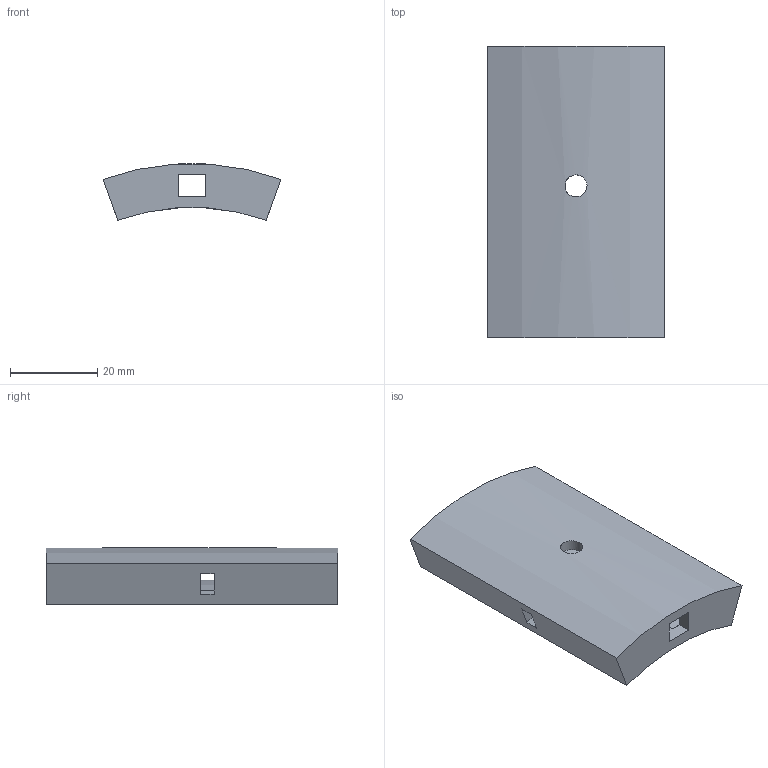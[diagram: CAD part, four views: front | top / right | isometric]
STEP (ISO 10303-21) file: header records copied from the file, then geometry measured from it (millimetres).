
FILE_DESCRIPTION(('FreeCAD Model'),'2;1');
FILE_NAME('Open CASCADE Shape Model','2022-02-11T17:37:07',('Author'),( ''),'Open CASCADE STEP processor 7.5','FreeCAD','Unknown');
FILE_SCHEMA(('AUTOMOTIVE_DESIGN { 1 0 10303 214 1 1 1 1 }'));
Length unit declared in the file: millimetre
Products named in the file (1): Body
Bounding box: 40.74 x 66.78 x 12.99 mm (x, y, z)
Volume: 14871.8 mm3; surface area: 12239 mm2
Topology: 1 solids, 1 shells, 37 faces, 114 edges, 76 vertices
Faces by surface type: plane 27, cylinder 10
Full cylindrical faces by diameter (mm): 5.04 x2
Entity records: 3293 total; most frequent: CARTESIAN_POINT 1011, DIRECTION 415, LINE 275, VECTOR 275, ORIENTED_EDGE 228, PCURVE 228, DEFINITIONAL_REPRESENTATION 228, EDGE_CURVE 114
